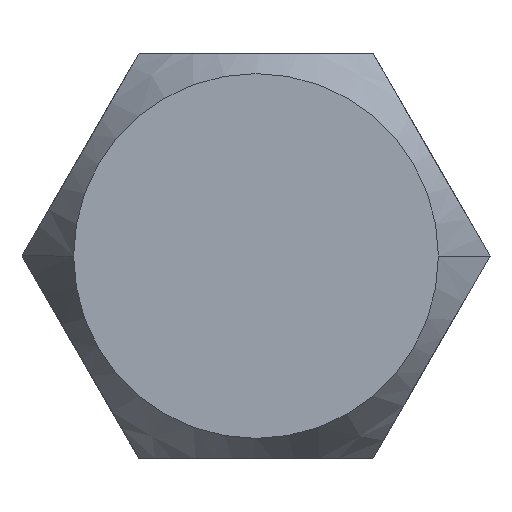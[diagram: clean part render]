
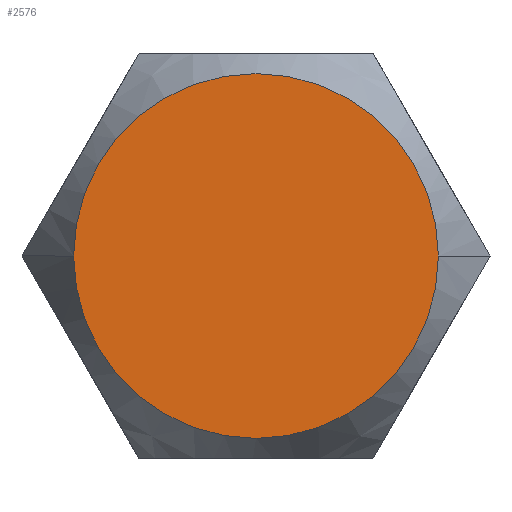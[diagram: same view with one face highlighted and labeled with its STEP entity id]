
A CAD part, front view. The second image highlights one B-rep face of the part: STEP entity #2576.
In plain terms, the highlighted planar face has unit normal (0, -1, 0).
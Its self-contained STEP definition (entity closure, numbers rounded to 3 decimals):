
#37 = CARTESIAN_POINT ( 'NONE',  ( 0., 0., 0. ) ) ;
#40 = EDGE_LOOP ( 'NONE', ( #2602, #349 ) ) ;
#324 = CARTESIAN_POINT ( 'NONE',  ( 0., 0., 6.35 ) ) ;
#349 = ORIENTED_EDGE ( 'NONE', *, *, #1751, .T. ) ;
#376 = DIRECTION ( 'NONE',  ( 0., -1., 0. ) ) ;
#709 = DIRECTION ( 'NONE',  ( -1., 0., 0. ) ) ;
#752 = DIRECTION ( 'NONE',  ( 0., -1., 0. ) ) ;
#762 = CARTESIAN_POINT ( 'NONE',  ( -2.858, 0., 0. ) ) ;
#1049 = VERTEX_POINT ( 'NONE', #762 ) ;
#1128 = CARTESIAN_POINT ( 'NONE',  ( 0., 0., 0. ) ) ;
#1751 = EDGE_CURVE ( 'Defeature ausgef�hrt1_53+Defeature ausgef�hrt1_52+Defeature ausgef�hrt1_52+Defeature ausgef�hrt1_52', #1049, #4026, #2548, .T. ) ;
#1833 = AXIS2_PLACEMENT_3D ( 'NONE', #324, #4419, #4760 ) ;
#1879 = AXIS2_PLACEMENT_3D ( 'NONE', #37, #376, #4094 ) ;
#2548 = CIRCLE ( 'NONE', #1879, 2.858 ) ;
#2576 = ADVANCED_FACE ( 'Defeature ausgef�hrt1_53', ( #3576 ), #3303, .T. ) ;
#2602 = ORIENTED_EDGE ( 'NONE', *, *, #3797, .T. ) ;
#3303 = PLANE ( 'NONE',  #1833 ) ;
#3576 = FACE_OUTER_BOUND ( 'NONE', #40, .T. ) ;
#3797 = EDGE_CURVE ( 'Defeature ausgef�hrt1_53+Defeature ausgef�hrt1_52+Defeature ausgef�hrt1_52+Defeature ausgef�hrt1_52', #4026, #1049, #3988, .T. ) ;
#3988 = CIRCLE ( 'NONE', #4176, 2.858 ) ;
#4026 = VERTEX_POINT ( 'NONE', #4052 ) ;
#4052 = CARTESIAN_POINT ( 'NONE',  ( 2.858, 0., 0. ) ) ;
#4094 = DIRECTION ( 'NONE',  ( -1., 0., 0. ) ) ;
#4176 = AXIS2_PLACEMENT_3D ( 'NONE', #1128, #752, #709 ) ;
#4419 = DIRECTION ( 'NONE',  ( 0., -1., 0. ) ) ;
#4760 = DIRECTION ( 'NONE',  ( -1., 0., 0. ) ) ;
